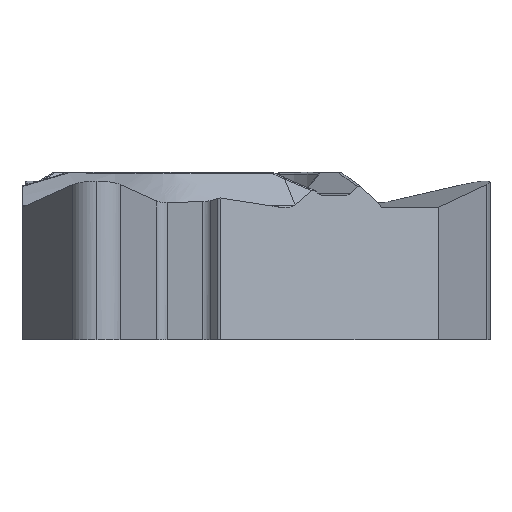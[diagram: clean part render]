
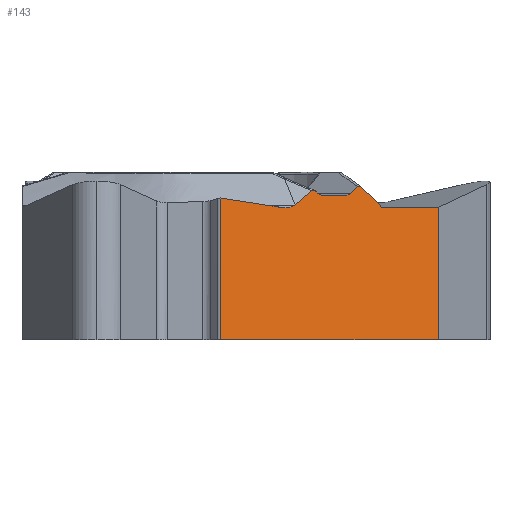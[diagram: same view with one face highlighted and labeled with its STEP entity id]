
A CAD part, front view. The second image highlights one B-rep face of the part: STEP entity #143.
In plain terms, the highlighted planar face has unit normal (0.5, -0.866, 0).
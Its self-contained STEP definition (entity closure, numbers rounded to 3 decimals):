
#143=ADVANCED_FACE('',(#321),#280,.F.);
#280=PLANE('',#2322);
#321=FACE_OUTER_BOUND('',#453,.T.);
#453=EDGE_LOOP('',(#752,#753,#754,#755,#756,#757,#758,#759,#760,#761,#762,
#763,#764,#765,#766,#767,#768,#769,#770));
#601=ELLIPSE('',#2318,0.309,0.3);
#602=ELLIPSE('',#2319,0.309,0.3);
#603=ELLIPSE('',#2320,0.149,0.1);
#604=ELLIPSE('',#2321,1.,0.5);
#631=CIRCLE('',#2317,0.5);
#752=ORIENTED_EDGE('',*,*,#1631,.T.);
#753=ORIENTED_EDGE('',*,*,#1632,.T.);
#754=ORIENTED_EDGE('',*,*,#1633,.T.);
#755=ORIENTED_EDGE('',*,*,#1634,.T.);
#756=ORIENTED_EDGE('',*,*,#1635,.T.);
#757=ORIENTED_EDGE('',*,*,#1636,.F.);
#758=ORIENTED_EDGE('',*,*,#1637,.F.);
#759=ORIENTED_EDGE('',*,*,#1638,.T.);
#760=ORIENTED_EDGE('',*,*,#1639,.T.);
#761=ORIENTED_EDGE('',*,*,#1640,.T.);
#762=ORIENTED_EDGE('',*,*,#1641,.T.);
#763=ORIENTED_EDGE('',*,*,#1642,.T.);
#764=ORIENTED_EDGE('',*,*,#1643,.F.);
#765=ORIENTED_EDGE('',*,*,#1644,.T.);
#766=ORIENTED_EDGE('',*,*,#1645,.F.);
#767=ORIENTED_EDGE('',*,*,#1646,.T.);
#768=ORIENTED_EDGE('',*,*,#1647,.T.);
#769=ORIENTED_EDGE('',*,*,#1648,.T.);
#770=ORIENTED_EDGE('',*,*,#1649,.T.);
#1426=VERTEX_POINT('',#3634);
#1427=VERTEX_POINT('',#3635);
#1428=VERTEX_POINT('',#3637);
#1429=VERTEX_POINT('',#3639);
#1430=VERTEX_POINT('',#3641);
#1431=VERTEX_POINT('',#3652);
#1432=VERTEX_POINT('',#3660);
#1433=VERTEX_POINT('',#3674);
#1434=VERTEX_POINT('',#3676);
#1435=VERTEX_POINT('',#3678);
#1436=VERTEX_POINT('',#3680);
#1437=VERTEX_POINT('',#3682);
#1438=VERTEX_POINT('',#3684);
#1439=VERTEX_POINT('',#3686);
#1440=VERTEX_POINT('',#3688);
#1441=VERTEX_POINT('',#3693);
#1442=VERTEX_POINT('',#3704);
#1443=VERTEX_POINT('',#3706);
#1444=VERTEX_POINT('',#3708);
#1631=EDGE_CURVE('',#1426,#1427,#1948,.T.);
#1632=EDGE_CURVE('',#1427,#1428,#1949,.T.);
#1633=EDGE_CURVE('',#1428,#1429,#631,.T.);
#1634=EDGE_CURVE('',#1429,#1430,#1950,.T.);
#1635=EDGE_CURVE('',#1430,#1431,#2206,.T.);
#1636=EDGE_CURVE('',#1432,#1431,#2207,.T.);
#1637=EDGE_CURVE('',#1433,#1432,#2208,.T.);
#1638=EDGE_CURVE('',#1433,#1434,#1951,.T.);
#1639=EDGE_CURVE('',#1434,#1435,#601,.T.);
#1640=EDGE_CURVE('',#1435,#1436,#1952,.T.);
#1641=EDGE_CURVE('',#1436,#1437,#602,.T.);
#1642=EDGE_CURVE('',#1437,#1438,#1953,.T.);
#1643=EDGE_CURVE('',#1439,#1438,#603,.T.);
#1644=EDGE_CURVE('',#1439,#1440,#1954,.T.);
#1645=EDGE_CURVE('',#1441,#1440,#2209,.T.);
#1646=EDGE_CURVE('',#1441,#1442,#2210,.T.);
#1647=EDGE_CURVE('',#1442,#1443,#604,.T.);
#1648=EDGE_CURVE('',#1443,#1444,#1955,.T.);
#1649=EDGE_CURVE('',#1444,#1426,#1956,.T.);
#1948=LINE('',#3633,#2077);
#1949=LINE('',#3636,#2078);
#1950=LINE('',#3640,#2079);
#1951=LINE('',#3675,#2080);
#1952=LINE('',#3679,#2081);
#1953=LINE('',#3683,#2082);
#1954=LINE('',#3687,#2083);
#1955=LINE('',#3707,#2084);
#1956=LINE('',#3709,#2085);
#2077=VECTOR('',#2572,1.);
#2078=VECTOR('',#2573,1.);
#2079=VECTOR('',#2576,1.);
#2080=VECTOR('',#2577,1.);
#2081=VECTOR('',#2580,1.);
#2082=VECTOR('',#2583,1.);
#2083=VECTOR('',#2586,1.);
#2084=VECTOR('',#2589,1.);
#2085=VECTOR('',#2590,1.);
#2206=B_SPLINE_CURVE_WITH_KNOTS('',3,(#3642,#3643,#3644,#3645,#3646,#3647,
#3648,#3649,#3650,#3651),.UNSPECIFIED.,.F.,.F.,(4,3,3,4),(0.,0.468,
0.914,1.),.UNSPECIFIED.);
#2207=B_SPLINE_CURVE_WITH_KNOTS('',3,(#3653,#3654,#3655,#3656,#3657,#3658,
#3659),.UNSPECIFIED.,.F.,.F.,(4,3,4),(0.,0.411,1.),
 .UNSPECIFIED.);
#2208=B_SPLINE_CURVE_WITH_KNOTS('',3,(#3661,#3662,#3663,#3664,#3665,#3666,
#3667,#3668,#3669,#3670,#3671,#3672,#3673),.UNSPECIFIED.,.F.,.F.,(4,3,3,
3,4),(0.,0.265,0.53,0.788,1.),
 .UNSPECIFIED.);
#2209=B_SPLINE_CURVE_WITH_KNOTS('',3,(#3689,#3690,#3691,#3692),
 .UNSPECIFIED.,.F.,.F.,(4,4),(0.,1.),.UNSPECIFIED.);
#2210=B_SPLINE_CURVE_WITH_KNOTS('',3,(#3694,#3695,#3696,#3697,#3698,#3699,
#3700,#3701,#3702,#3703),.UNSPECIFIED.,.F.,.F.,(4,3,3,4),(0.,0.331,
0.914,1.),.UNSPECIFIED.);
#2317=AXIS2_PLACEMENT_3D('',#3638,#2574,#2575);
#2318=AXIS2_PLACEMENT_3D('',#3677,#2578,#2579);
#2319=AXIS2_PLACEMENT_3D('',#3681,#2581,#2582);
#2320=AXIS2_PLACEMENT_3D('',#3685,#2584,#2585);
#2321=AXIS2_PLACEMENT_3D('',#3705,#2587,#2588);
#2322=AXIS2_PLACEMENT_3D('',#3710,#2591,#2592);
#2572=DIRECTION('',(0.866,0.5,0.));
#2573=DIRECTION('',(0.,0.,1.));
#2574=DIRECTION('',(-0.5,0.866,0.));
#2575=DIRECTION('',(-0.866,-0.5,0.));
#2576=DIRECTION('',(-0.866,-0.5,0.));
#2577=DIRECTION('',(-0.672,-0.388,-0.631));
#2578=DIRECTION('',(-0.5,0.866,0.));
#2579=DIRECTION('',(-0.866,-0.5,0.));
#2580=DIRECTION('',(-0.866,-0.5,0.));
#2581=DIRECTION('',(-0.5,0.866,0.));
#2582=DIRECTION('',(-0.866,-0.5,0.));
#2583=DIRECTION('',(-0.672,-0.388,0.631));
#2584=DIRECTION('',(-0.5,0.866,0.));
#2585=DIRECTION('',(0.743,0.429,-0.514));
#2586=DIRECTION('',(-0.705,-0.407,-0.581));
#2587=DIRECTION('',(-0.5,0.866,0.));
#2588=DIRECTION('',(-0.866,-0.5,0.));
#2589=DIRECTION('',(-0.858,-0.496,0.133));
#2590=DIRECTION('',(0.,0.,-1.));
#2591=DIRECTION('',(-0.5,0.866,0.));
#2592=DIRECTION('',(-0.866,-0.5,0.));
#3633=CARTESIAN_POINT('',(3.175,-5.499,-5.56));
#3634=CARTESIAN_POINT('',(0.578,-6.999,-5.56));
#3635=CARTESIAN_POINT('',(8.171,-2.615,-5.56));
#3636=CARTESIAN_POINT('',(8.171,-2.615,25.));
#3637=CARTESIAN_POINT('',(8.171,-2.615,-0.946));
#3638=CARTESIAN_POINT('',(8.069,-2.674,-0.46));
#3639=CARTESIAN_POINT('',(8.069,-2.674,-0.96));
#3640=CARTESIAN_POINT('',(3.175,-5.499,-0.96));
#3641=CARTESIAN_POINT('',(6.282,-3.706,-0.96));
#3642=CARTESIAN_POINT('',(6.282,-3.706,-0.96));
#3643=CARTESIAN_POINT('',(6.258,-3.719,-0.96));
#3644=CARTESIAN_POINT('',(6.233,-3.734,-0.955));
#3645=CARTESIAN_POINT('',(6.211,-3.747,-0.945));
#3646=CARTESIAN_POINT('',(6.189,-3.759,-0.936));
#3647=CARTESIAN_POINT('',(6.169,-3.771,-0.922));
#3648=CARTESIAN_POINT('',(6.151,-3.781,-0.905));
#3649=CARTESIAN_POINT('',(6.148,-3.783,-0.902));
#3650=CARTESIAN_POINT('',(6.144,-3.785,-0.898));
#3651=CARTESIAN_POINT('',(6.141,-3.787,-0.894));
#3652=CARTESIAN_POINT('',(6.141,-3.787,-0.894));
#3653=CARTESIAN_POINT('',(5.457,-4.181,-0.216));
#3654=CARTESIAN_POINT('',(5.557,-4.124,-0.3));
#3655=CARTESIAN_POINT('',(5.654,-4.068,-0.388));
#3656=CARTESIAN_POINT('',(5.749,-4.013,-0.48));
#3657=CARTESIAN_POINT('',(5.885,-3.935,-0.611));
#3658=CARTESIAN_POINT('',(6.016,-3.859,-0.75));
#3659=CARTESIAN_POINT('',(6.141,-3.787,-0.894));
#3660=CARTESIAN_POINT('',(5.457,-4.181,-0.216));
#3661=CARTESIAN_POINT('',(5.353,-4.242,-0.22));
#3662=CARTESIAN_POINT('',(5.361,-4.237,-0.213));
#3663=CARTESIAN_POINT('',(5.37,-4.232,-0.207));
#3664=CARTESIAN_POINT('',(5.379,-4.227,-0.203));
#3665=CARTESIAN_POINT('',(5.388,-4.221,-0.199));
#3666=CARTESIAN_POINT('',(5.398,-4.216,-0.197));
#3667=CARTESIAN_POINT('',(5.408,-4.21,-0.197));
#3668=CARTESIAN_POINT('',(5.418,-4.204,-0.197));
#3669=CARTESIAN_POINT('',(5.427,-4.199,-0.199));
#3670=CARTESIAN_POINT('',(5.436,-4.194,-0.203));
#3671=CARTESIAN_POINT('',(5.444,-4.189,-0.206));
#3672=CARTESIAN_POINT('',(5.451,-4.185,-0.21));
#3673=CARTESIAN_POINT('',(5.457,-4.181,-0.216));
#3674=CARTESIAN_POINT('',(5.353,-4.242,-0.22));
#3675=CARTESIAN_POINT('',(14.737,1.176,8.602));
#3676=CARTESIAN_POINT('',(5.109,-4.383,-0.45));
#3677=CARTESIAN_POINT('',(4.937,-4.482,-0.22));
#3678=CARTESIAN_POINT('',(4.937,-4.482,-0.52));
#3679=CARTESIAN_POINT('',(3.175,-5.499,-0.52));
#3680=CARTESIAN_POINT('',(4.156,-4.933,-0.52));
#3681=CARTESIAN_POINT('',(4.156,-4.933,-0.22));
#3682=CARTESIAN_POINT('',(3.984,-5.032,-0.45));
#3683=CARTESIAN_POINT('',(-7.294,-11.543,10.152));
#3684=CARTESIAN_POINT('',(3.922,-5.068,-0.392));
#3685=CARTESIAN_POINT('',(3.856,-5.106,-0.46));
#3686=CARTESIAN_POINT('',(3.762,-5.16,-0.363));
#3687=CARTESIAN_POINT('',(13.761,0.613,7.882));
#3688=CARTESIAN_POINT('',(3.175,-5.499,-0.847));
#3689=CARTESIAN_POINT('',(3.146,-5.516,-0.871));
#3690=CARTESIAN_POINT('',(3.156,-5.51,-0.863));
#3691=CARTESIAN_POINT('',(3.165,-5.505,-0.855));
#3692=CARTESIAN_POINT('',(3.175,-5.499,-0.847));
#3693=CARTESIAN_POINT('',(3.146,-5.516,-0.871));
#3694=CARTESIAN_POINT('',(3.146,-5.516,-0.871));
#3695=CARTESIAN_POINT('',(3.116,-5.534,-0.896));
#3696=CARTESIAN_POINT('',(3.08,-5.554,-0.914));
#3697=CARTESIAN_POINT('',(3.044,-5.575,-0.927));
#3698=CARTESIAN_POINT('',(2.98,-5.612,-0.95));
#3699=CARTESIAN_POINT('',(2.913,-5.651,-0.959));
#3700=CARTESIAN_POINT('',(2.846,-5.689,-0.958));
#3701=CARTESIAN_POINT('',(2.836,-5.695,-0.958));
#3702=CARTESIAN_POINT('',(2.826,-5.701,-0.958));
#3703=CARTESIAN_POINT('',(2.817,-5.706,-0.957));
#3704=CARTESIAN_POINT('',(2.817,-5.706,-0.957));
#3705=CARTESIAN_POINT('',(2.911,-5.651,-0.46));
#3706=CARTESIAN_POINT('',(2.687,-5.781,-0.943));
#3707=CARTESIAN_POINT('',(-4.449,-9.901,0.161));
#3708=CARTESIAN_POINT('',(0.578,-6.999,-0.617));
#3709=CARTESIAN_POINT('',(0.578,-6.999,25.));
#3710=CARTESIAN_POINT('',(3.175,-5.499,25.));
